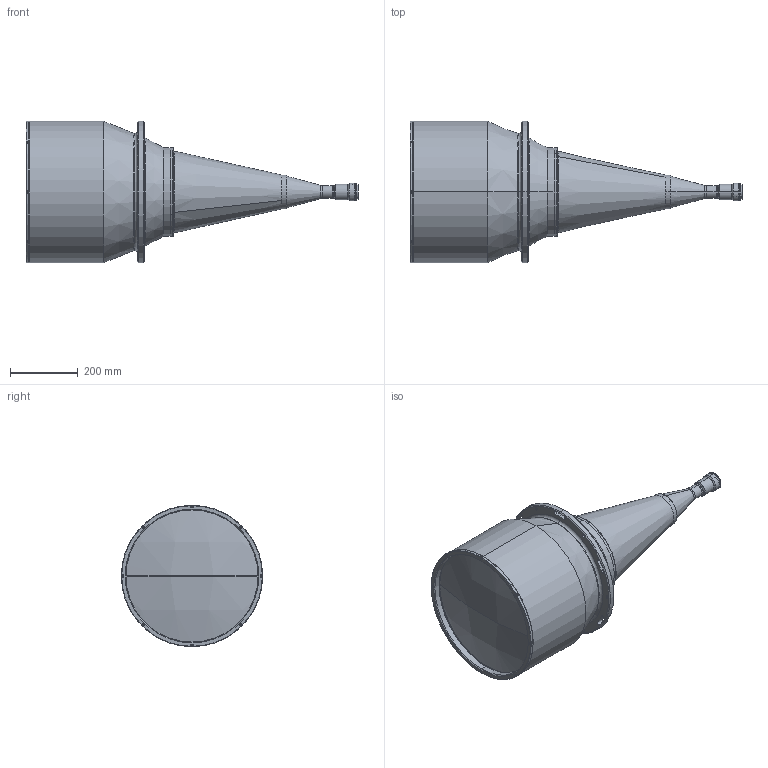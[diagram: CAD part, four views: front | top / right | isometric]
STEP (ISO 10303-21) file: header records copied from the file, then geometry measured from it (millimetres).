
FILE_DESCRIPTION (( 'STEP AP203' ), '1' );
FILE_NAME ('DP32136-A_TC4MHRP308-J.step', '2022-06-13T14:34:02', ( '' ), ( '' ), 'SwSTEP 2.0', 'SolidWorks 2021', '' );
FILE_SCHEMA (( 'CONFIG_CONTROL_DESIGN' ));
Length unit declared in the file: millimetre
Products named in the file (1): DP32136-A_TC4MHRP308-J
Bounding box: 980.03 x 417 x 417 mm (x, y, z)
Surface area: 1091716 mm2 (no closed solid volume)
Topology: 0 solids, 36 shells, 284 faces, 923 edges, 659 vertices
Faces by surface type: cylinder 135, plane 62, torus 55, cone 24, bspline 6, sphere 2
Entity records: 11262 total; most frequent: CARTESIAN_POINT 2759, DIRECTION 1953, ORIENTED_EDGE 1481, EDGE_CURVE 923, AXIS2_PLACEMENT_3D 797, VERTEX_POINT 659, CIRCLE 518, EDGE_LOOP 365
